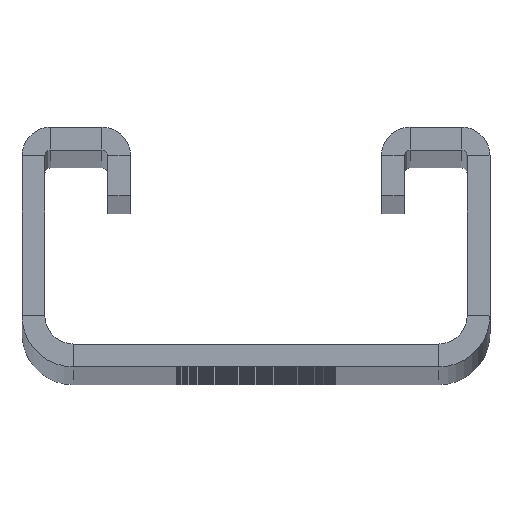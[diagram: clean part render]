
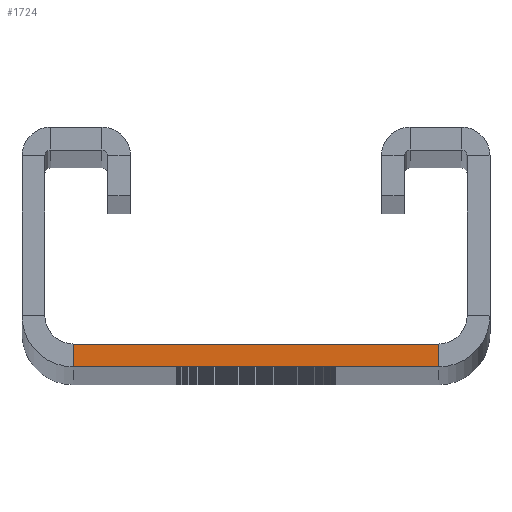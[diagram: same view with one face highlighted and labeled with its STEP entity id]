
A CAD part, top view. The second image highlights one B-rep face of the part: STEP entity #1724.
In plain terms, the highlighted planar face has unit normal (0, 0, 1).
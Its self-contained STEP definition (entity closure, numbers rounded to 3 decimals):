
#4 = CARTESIAN_POINT ( 'NONE',  ( 18.5, 4.5, 900. ) ) ;
#143 = EDGE_CURVE ( 'NONE', #1058, #3655, #3852, .T. ) ;
#180 = CARTESIAN_POINT ( 'NONE',  ( 16., 2., 900. ) ) ;
#325 = DIRECTION ( 'NONE',  ( 1., 0., 0. ) ) ;
#329 = VECTOR ( 'NONE', #2782, 1000. ) ;
#432 = ORIENTED_EDGE ( 'NONE', *, *, #4516, .T. ) ;
#540 = DIRECTION ( 'NONE',  ( 0., 1., 0. ) ) ;
#541 = DIRECTION ( 'NONE',  ( 0., 0., 1. ) ) ;
#565 = VECTOR ( 'NONE', #325, 1000. ) ;
#577 = AXIS2_PLACEMENT_3D ( 'NONE', #4, #541, #716 ) ;
#677 = CARTESIAN_POINT ( 'NONE',  ( 16., 0., 900. ) ) ;
#716 = DIRECTION ( 'NONE',  ( 1., 0., 0. ) ) ;
#793 = VECTOR ( 'NONE', #540, 1000. ) ;
#853 = LINE ( 'NONE', #677, #793 ) ;
#883 = VERTEX_POINT ( 'NONE', #3999 ) ;
#1058 = VERTEX_POINT ( 'NONE', #1139 ) ;
#1139 = CARTESIAN_POINT ( 'NONE',  ( -16., 0., 900. ) ) ;
#1588 = EDGE_CURVE ( 'NONE', #883, #3597, #3126, .T. ) ;
#1598 = ORIENTED_EDGE ( 'NONE', *, *, #143, .T. ) ;
#1724 = ADVANCED_FACE ( 'NONE', ( #4223 ), #4471, .T. ) ;
#1789 = EDGE_LOOP ( 'NONE', ( #1598, #432, #3043, #3094 ) ) ;
#2330 = CARTESIAN_POINT ( 'NONE',  ( -16., 2., 900. ) ) ;
#2617 = CARTESIAN_POINT ( 'NONE',  ( 16., 0., 900. ) ) ;
#2782 = DIRECTION ( 'NONE',  ( 0., -1., 0. ) ) ;
#3043 = ORIENTED_EDGE ( 'NONE', *, *, #1588, .F. ) ;
#3094 = ORIENTED_EDGE ( 'NONE', *, *, #4315, .T. ) ;
#3126 = LINE ( 'NONE', #3516, #3174 ) ;
#3174 = VECTOR ( 'NONE', #3547, 1000. ) ;
#3293 = LINE ( 'NONE', #2330, #329 ) ;
#3516 = CARTESIAN_POINT ( 'NONE',  ( 16., 2., 900. ) ) ;
#3547 = DIRECTION ( 'NONE',  ( 1., 0., 0. ) ) ;
#3597 = VERTEX_POINT ( 'NONE', #180 ) ;
#3655 = VERTEX_POINT ( 'NONE', #2617 ) ;
#3827 = CARTESIAN_POINT ( 'NONE',  ( 16., 0., 900. ) ) ;
#3852 = LINE ( 'NONE', #3827, #565 ) ;
#3999 = CARTESIAN_POINT ( 'NONE',  ( -16., 2., 900. ) ) ;
#4223 = FACE_OUTER_BOUND ( 'NONE', #1789, .T. ) ;
#4315 = EDGE_CURVE ( 'NONE', #883, #1058, #3293, .T. ) ;
#4471 = PLANE ( 'NONE',  #577 ) ;
#4516 = EDGE_CURVE ( 'NONE', #3655, #3597, #853, .T. ) ;
